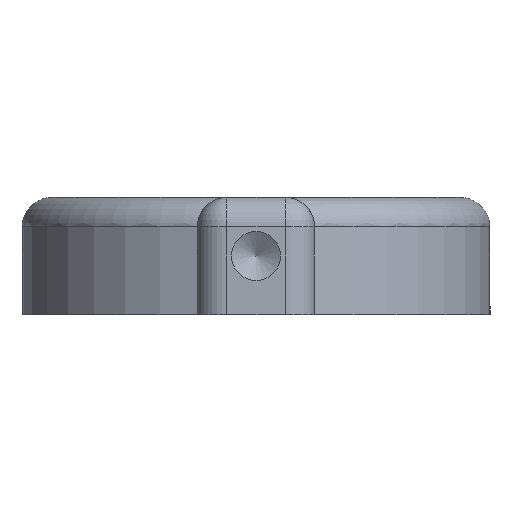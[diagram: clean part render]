
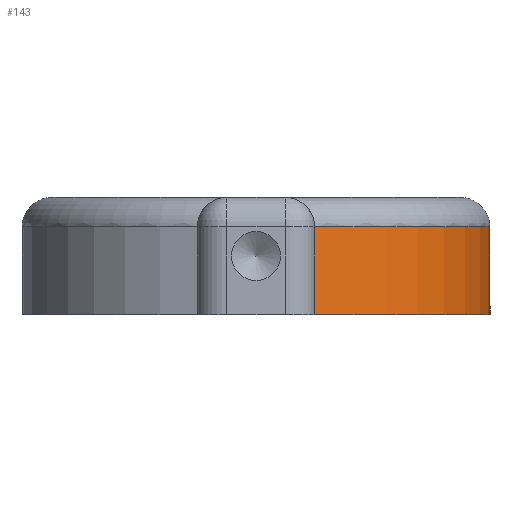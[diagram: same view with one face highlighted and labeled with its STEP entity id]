
A CAD part, left-side view. The second image highlights one B-rep face of the part: STEP entity #143.
In plain terms, the highlighted cylindrical face has radius 12 mm (diameter 24 mm), a partial arc.
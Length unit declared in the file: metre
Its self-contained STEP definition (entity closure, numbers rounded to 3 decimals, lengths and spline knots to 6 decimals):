
#143 = ADVANCED_FACE( '', ( #317 ), #318, .T. );
#317 = FACE_OUTER_BOUND( '', #772, .T. );
#318 = CYLINDRICAL_SURFACE( '', #773, 0.012 );
#772 = EDGE_LOOP( '', ( #1171, #1172, #1173, #1174 ) );
#773 = AXIS2_PLACEMENT_3D( '', #1175, #1176, #1177 );
#1171 = ORIENTED_EDGE( '', *, *, #1562, .F. );
#1172 = ORIENTED_EDGE( '', *, *, #1563, .T. );
#1173 = ORIENTED_EDGE( '', *, *, #1564, .T. );
#1174 = ORIENTED_EDGE( '', *, *, #1450, .T. );
#1175 = CARTESIAN_POINT( '', ( 0., 0., 0.006 ) );
#1176 = DIRECTION( '', ( 0., 0., 1. ) );
#1177 = DIRECTION( '', ( -1., 0., 0. ) );
#1450 = EDGE_CURVE( '', #1670, #1668, #1671, .T. );
#1562 = EDGE_CURVE( '', #1836, #1668, #1837, .T. );
#1563 = EDGE_CURVE( '', #1836, #1749, #1838, .F. );
#1564 = EDGE_CURVE( '', #1749, #1670, #1839, .T. );
#1668 = VERTEX_POINT( '', #1963 );
#1670 = VERTEX_POINT( '', #1966 );
#1671 = CIRCLE( '', #1967, 0.012 );
#1749 = VERTEX_POINT( '', #2089 );
#1836 = VERTEX_POINT( '', #2212 );
#1837 = LINE( '', #2213, #2214 );
#1838 = CIRCLE( '', #2215, 0.012 );
#1839 = LINE( '', #2216, #2217 );
#1963 = CARTESIAN_POINT( '', ( 0.011314, -0.004, 0. ) );
#1966 = CARTESIAN_POINT( '', ( -0.011619, -0.003, 0. ) );
#1967 = AXIS2_PLACEMENT_3D( '', #2350, #2351, #2352 );
#2089 = CARTESIAN_POINT( '', ( -0.011619, -0.003, 0.0045 ) );
#2212 = CARTESIAN_POINT( '', ( 0.011314, -0.004, 0.0045 ) );
#2213 = CARTESIAN_POINT( '', ( 0.011314, -0.004, 0.006 ) );
#2214 = VECTOR( '', #2502, 1. );
#2215 = AXIS2_PLACEMENT_3D( '', #2503, #2504, #2505 );
#2216 = CARTESIAN_POINT( '', ( -0.011619, -0.003, 0.006 ) );
#2217 = VECTOR( '', #2506, 1. );
#2350 = CARTESIAN_POINT( '', ( 0., 0., 0. ) );
#2351 = DIRECTION( '', ( 0., 0., 1. ) );
#2352 = DIRECTION( '', ( 1., 0., 0. ) );
#2502 = DIRECTION( '', ( 0., 0., -1. ) );
#2503 = CARTESIAN_POINT( '', ( 0., 0., 0.0045 ) );
#2504 = DIRECTION( '', ( 0., 0., 1. ) );
#2505 = DIRECTION( '', ( 1., 0., 0. ) );
#2506 = DIRECTION( '', ( 0., 0., -1. ) );
